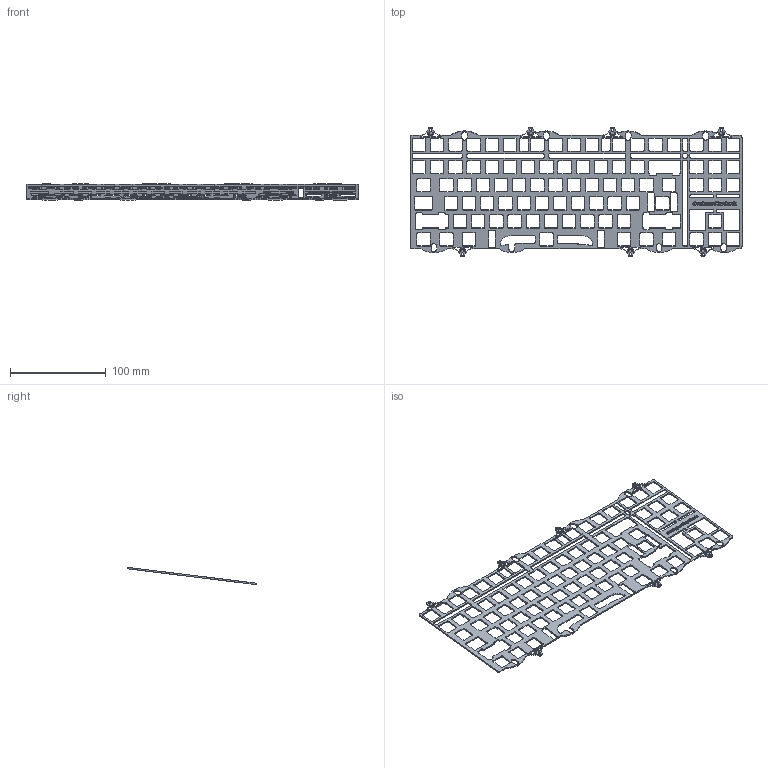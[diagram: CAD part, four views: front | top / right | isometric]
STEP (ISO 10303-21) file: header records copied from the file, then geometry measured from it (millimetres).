
FILE_DESCRIPTION(/* description */ (''),/* implementation_level */ '2;1');
FILE_NAME(/* name */ 'Ecliptica plate NON COMMERCIAL LICENSE CC BY-NC 3.0.step',/* time_stamp */ '2023-01-29T14:33:26Z',/* author */ (''),/* organization */ (''),/* preprocessor_version */ 'ST-DEVELOPER v19.2',/* originating_system */ 'Autodesk Translation Framework v11.17.0.187',/* authorisation */ '');
FILE_SCHEMA (('AUTOMOTIVE_DESIGN { 1 0 10303 214 3 1 1 }'));
Products named in the file (6): CCRX Open Source for DDS; CLASSIC_CORSA_REDUX_ASM; BODY1-X; 5052_PLATE_185C; BOTTOM_CASE; CORSA_REDUX_WEIGHT
Assembly tree (5 placements, depth 3):
  CCRX Open Source for DDS
    CLASSIC_CORSA_REDUX_ASM
      BODY1-X
      5052_PLATE_185C
      BOTTOM_CASE
      CORSA_REDUX_WEIGHT
Bounding box: 347.66 x 135.11 x 18.06 mm (x, y, z)
Volume: 28964.5 mm3; surface area: 51122.4 mm2
Topology: 1 solids, 1 shells, 1674 faces, 4944 edges, 3296 vertices
Faces by surface type: plane 665, cylinder 631, bspline 378
Full cylindrical faces by diameter (mm): 2.7 x7, 6 x1
Entity records: 60405 total; most frequent: CARTESIAN_POINT 16351, ORIENTED_EDGE 9888, DIRECTION 8064, EDGE_CURVE 4944, VERTEX_POINT 3296, LINE 2926, VECTOR 2926, AXIS2_PLACEMENT_3D 2569
